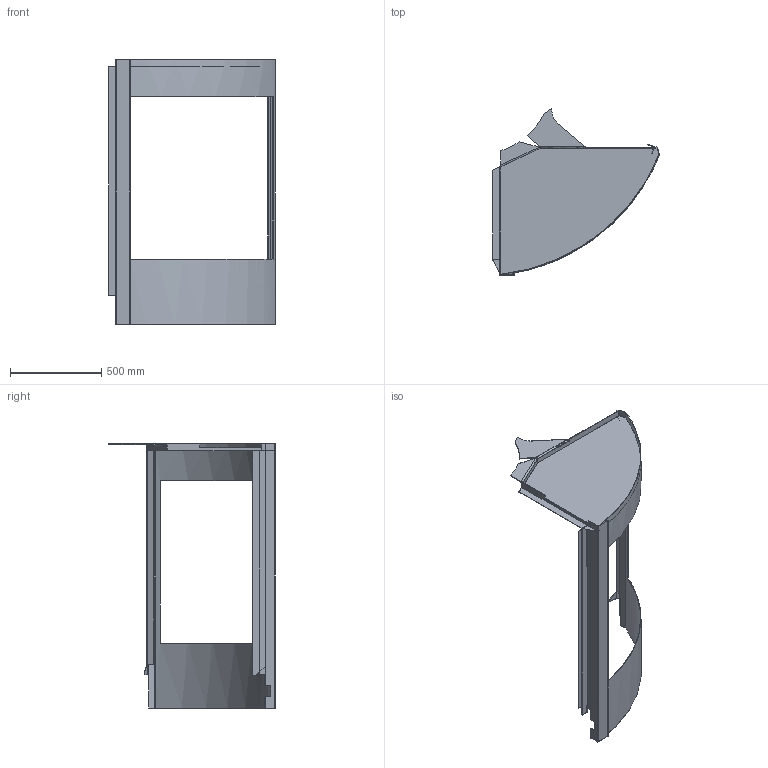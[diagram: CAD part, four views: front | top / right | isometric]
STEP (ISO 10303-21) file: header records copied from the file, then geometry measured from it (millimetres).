
FILE_DESCRIPTION(('STEP AP214'),'1');
FILE_NAME('slidig door without separation.stp','2026-01-07T09:50:08',(' '),(' '),'Spatial InterOp 3D',' ',' ');
FILE_SCHEMA(('automotive_design'));
Length unit declared in the file: millimetre
Products named in the file (1): slidingdoor|HybridBody.1|ImportedBody
Bounding box: 912.4 x 912.1 x 1445 mm (x, y, z)
Surface area: 3026949.5 mm2 (no closed solid volume)
Topology: 0 solids, 1 shells, 149 faces, 438 edges, 284 vertices
Faces by surface type: bspline 149
Entity records: 5411 total; most frequent: CARTESIAN_POINT 1867, ORIENTED_EDGE 860, DIRECTION 519, EDGE_CURVE 430, LINE 311, VECTOR 311, VERTEX_POINT 281, EDGE_LOOP 149
